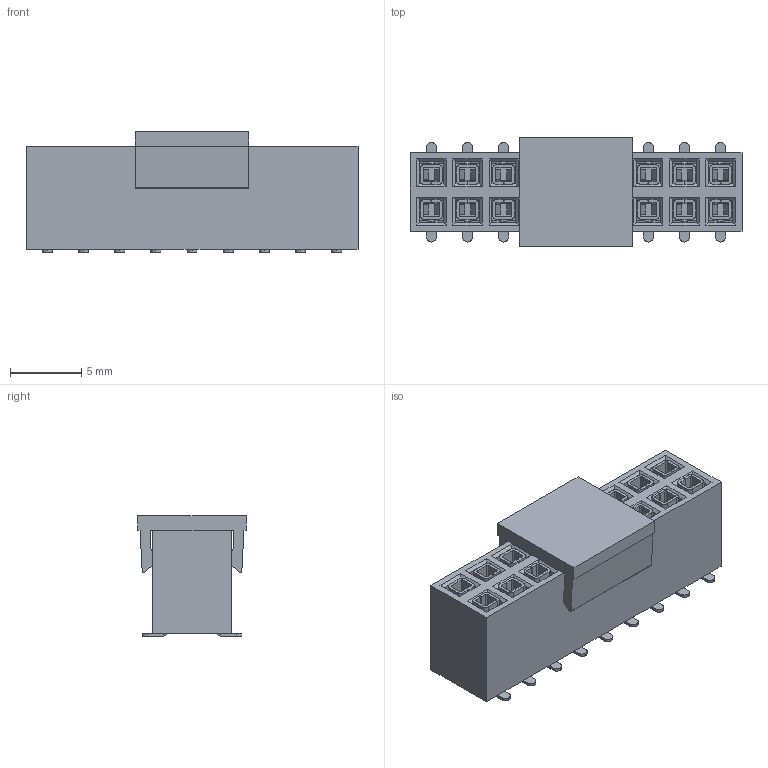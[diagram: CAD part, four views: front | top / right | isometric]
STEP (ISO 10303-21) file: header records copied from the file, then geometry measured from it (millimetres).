
FILE_DESCRIPTION( ('This file contains a STEP AP42 implementation' ,'as created by ZW3D STEP Interface translator.') ,'2;1' );
FILE_NAME( '2171T-2XXMXXGUNX1.stp' ,'23 419.151045', (''), ('ZWCAD Software Co.'), 'Version 1.0', 'ZW3D to STEP translator', '' );
FILE_SCHEMA(('AUTOMOTIVE_DESIGN { 1 0 10303 214 1 1 1 1 }'));
Length unit declared in the file: millimetre
Products named in the file (2): 0; 2171T-209MXXGUNR1
Bounding box: 23.32 x 7.6 x 8.45 mm (x, y, z)
Volume: 792.6 mm3; surface area: 2379.1 mm2
Topology: 1 solids, 7 shells, 2046 faces, 6188 edges, 4052 vertices
Faces by surface type: plane 1338, cylinder 598, bspline 110
Entity records: 72549 total; most frequent: CARTESIAN_POINT 13285, ORIENTED_EDGE 12376, DIRECTION 11586, EDGE_CURVE 6188, VECTOR 4520, LINE 4520, VERTEX_POINT 4052, AXIS2_PLACEMENT_3D 3533
